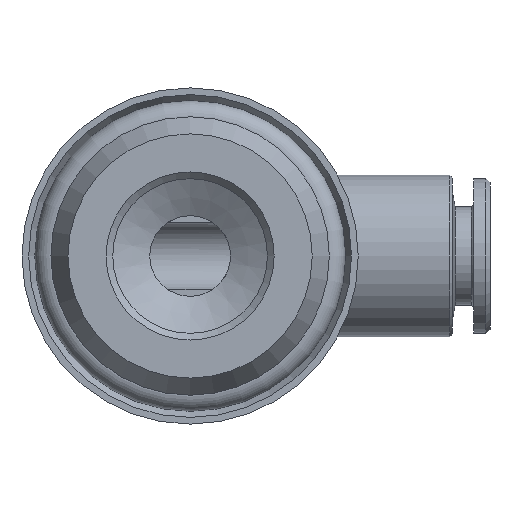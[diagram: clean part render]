
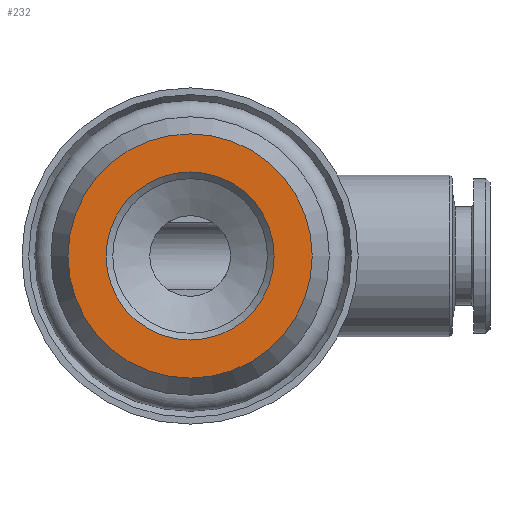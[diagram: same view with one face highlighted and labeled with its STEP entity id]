
A CAD part, front view. The second image highlights one B-rep face of the part: STEP entity #232.
In plain terms, the highlighted planar face has unit normal (0, -1, 0).
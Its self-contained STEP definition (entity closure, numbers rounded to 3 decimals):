
#232 = ADVANCED_FACE( 'NONE', ( #400, #401 ), #402, .F. );
#400 = FACE_OUTER_BOUND( '', #923, .T. );
#401 = FACE_BOUND( '', #924, .T. );
#402 = PLANE( '', #925 );
#923 = EDGE_LOOP( '', ( #1371 ) );
#924 = EDGE_LOOP( '', ( #1372 ) );
#925 = AXIS2_PLACEMENT_3D( '', #1373, #1374, #1375 );
#1371 = ORIENTED_EDGE( '', *, *, #1515, .T. );
#1372 = ORIENTED_EDGE( '', *, *, #1507, .F. );
#1373 = CARTESIAN_POINT( '', ( 12.5, -24.2, 0. ) );
#1374 = DIRECTION( '', ( 0., 1., 0. ) );
#1375 = DIRECTION( '', ( 1., 0., 0. ) );
#1507 = EDGE_CURVE( 'NONE', #1719, #1719, #1720, .T. );
#1515 = EDGE_CURVE( 'NONE', #1732, #1732, #1733, .T. );
#1719 = VERTEX_POINT( '', #2314 );
#1720 = CIRCLE( '', #2315, 6.25 );
#1732 = VERTEX_POINT( '', #2352 );
#1733 = CIRCLE( '', #2353, 9.08 );
#2314 = CARTESIAN_POINT( '', ( 0., -24.2, -6.25 ) );
#2315 = AXIS2_PLACEMENT_3D( '', #2541, #2542, #2543 );
#2352 = CARTESIAN_POINT( '', ( 0., -24.2, -9.08 ) );
#2353 = AXIS2_PLACEMENT_3D( '', #2556, #2557, #2558 );
#2541 = CARTESIAN_POINT( '', ( 0., -24.2, 0. ) );
#2542 = DIRECTION( '', ( 0., -1., 0. ) );
#2543 = DIRECTION( '', ( 0., 0., -1. ) );
#2556 = CARTESIAN_POINT( '', ( 0., -24.2, 0. ) );
#2557 = DIRECTION( '', ( 0., -1., 0. ) );
#2558 = DIRECTION( '', ( 0., 0., -1. ) );
